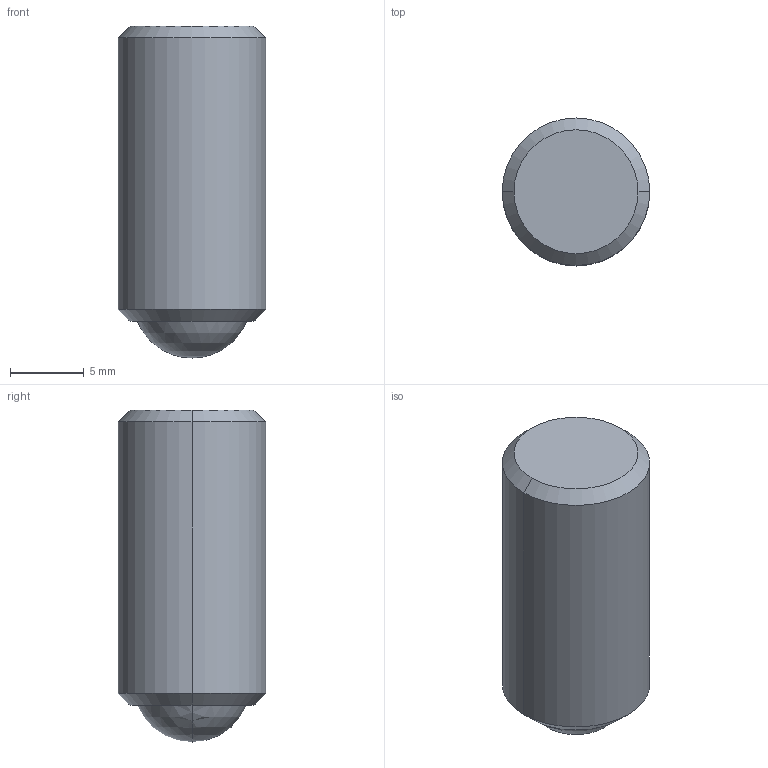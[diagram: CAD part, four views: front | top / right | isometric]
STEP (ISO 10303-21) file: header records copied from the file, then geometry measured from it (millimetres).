
FILE_DESCRIPTION(('STEP AP214'),'1');
FILE_NAME('HALDERN_EH_22080_0380.stp','2020-04-22T11:24:39',('TraceParts'),('TraceParts S.A.'),'Spatial InterOp 3D',' ',' ');
FILE_SCHEMA(('AUTOMOTIVE_DESIGN { 1 0 10303 214 1 1 1 1 }'));
Length unit declared in the file: millimetre
Products named in the file (1): HALDERN_EH_22080_0380_1
Bounding box: 10 x 10 x 22.5 mm (x, y, z)
Volume: 957.3 mm3; surface area: 1375.1 mm2
Topology: 2 solids, 2 shells, 14 faces, 30 edges, 15 vertices
Faces by surface type: cone 6, cylinder 4, sphere 2, plane 2
Entity records: 681 total; most frequent: DIRECTION 70, STYLED_ITEM 55, PRESENTATION_STYLE_ASSIGNMENT 55, CARTESIAN_POINT 55, COLOUR_RGB 55, ORIENTED_EDGE 48, AXIS2_PLACEMENT_3D 30, EDGE_CURVE 24
